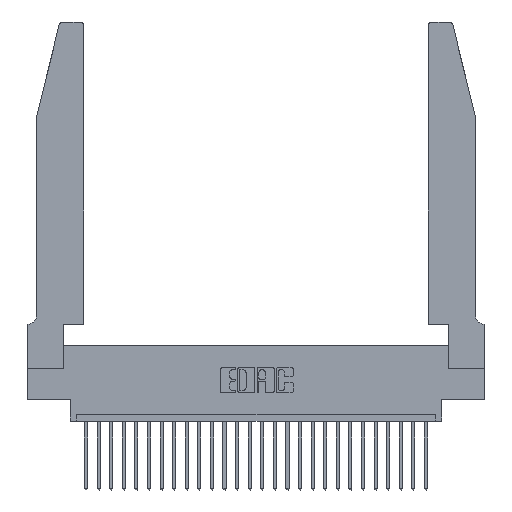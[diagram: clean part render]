
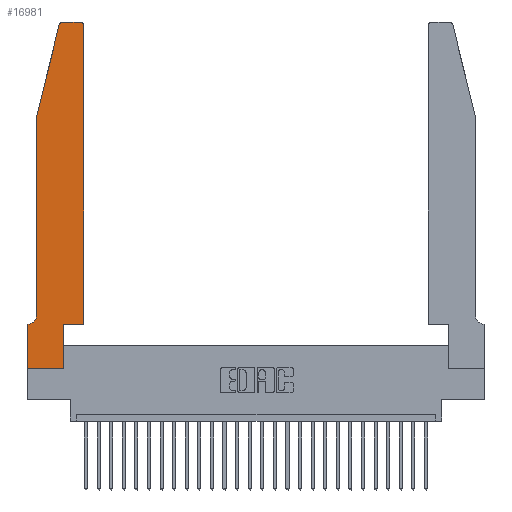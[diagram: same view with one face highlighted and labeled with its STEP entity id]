
A CAD part, top view. The second image highlights one B-rep face of the part: STEP entity #16981.
In plain terms, the highlighted planar face has unit normal (0, 0, 1).
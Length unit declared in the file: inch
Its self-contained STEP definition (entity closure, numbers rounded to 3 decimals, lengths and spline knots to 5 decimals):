
#337 = CARTESIAN_POINT ( 'NONE',  ( 0.2865, 0.35, 0.37 ) ) ;
#500 = VERTEX_POINT ( 'NONE', #18753 ) ;
#966 = VERTEX_POINT ( 'NONE', #21098 ) ;
#1004 = DIRECTION ( 'NONE',  ( 1., 0., 0. ) ) ;
#1106 = VECTOR ( 'NONE', #14942, 39.37008 ) ;
#1423 = VERTEX_POINT ( 'NONE', #19401 ) ;
#1884 = LINE ( 'NONE', #19916, #3544 ) ;
#1970 = VECTOR ( 'NONE', #13278, 39.37008 ) ;
#2011 = EDGE_CURVE ( 'NONE', #24154, #500, #5433, .T. ) ;
#2522 = DIRECTION ( 'NONE',  ( 0., 1., 0. ) ) ;
#3268 = LINE ( 'NONE', #3596, #25461 ) ;
#3329 = EDGE_CURVE ( 'NONE', #25452, #12545, #9729, .T. ) ;
#3544 = VECTOR ( 'NONE', #1004, 39.37008 ) ;
#3596 = CARTESIAN_POINT ( 'NONE',  ( 0.0755, 2., 0.37 ) ) ;
#3875 = VECTOR ( 'NONE', #7236, 39.37008 ) ;
#4099 = EDGE_CURVE ( 'NONE', #16592, #24154, #3268, .T. ) ;
#4636 = CARTESIAN_POINT ( 'NONE',  ( 0., 0.35, 0.37 ) ) ;
#4670 = CARTESIAN_POINT ( 'NONE',  ( 0.4205, 2.75, 0.37 ) ) ;
#4724 = DIRECTION ( 'NONE',  ( 0., 0., 1. ) ) ;
#4818 = CARTESIAN_POINT ( 'NONE',  ( 0.0755, 2., 0.37 ) ) ;
#5324 = DIRECTION ( 'NONE',  ( 1., 0., 0. ) ) ;
#5433 = CIRCLE ( 'NONE', #27363, 0.07 ) ;
#5455 = CIRCLE ( 'NONE', #27190, 0.03 ) ;
#5965 = VERTEX_POINT ( 'NONE', #4670 ) ;
#6816 = CARTESIAN_POINT ( 'NONE',  ( 0.0055, 0.42, 0.37 ) ) ;
#7058 = EDGE_CURVE ( 'NONE', #5965, #12271, #22955, .T. ) ;
#7236 = DIRECTION ( 'NONE',  ( -0.239, -0.971, 0. ) ) ;
#7530 = DIRECTION ( 'NONE',  ( 0., -1., 0. ) ) ;
#8471 = DIRECTION ( 'NONE',  ( 1., 0., 0. ) ) ;
#8782 = CARTESIAN_POINT ( 'NONE',  ( 0.4505, 0.35, 0.37 ) ) ;
#8972 = VECTOR ( 'NONE', #5324, 39.37008 ) ;
#9189 = LINE ( 'NONE', #337, #15570 ) ;
#9320 = CARTESIAN_POINT ( 'NONE',  ( 0.0755, 2., 0.37 ) ) ;
#9474 = DIRECTION ( 'NONE',  ( 0., 0., 1. ) ) ;
#9729 = LINE ( 'NONE', #8782, #1970 ) ;
#9867 = ORIENTED_EDGE ( 'NONE', *, *, #21894, .T. ) ;
#9889 = EDGE_CURVE ( 'NONE', #12545, #5965, #15838, .T. ) ;
#10103 = ORIENTED_EDGE ( 'NONE', *, *, #14774, .T. ) ;
#10314 = VERTEX_POINT ( 'NONE', #10739 ) ;
#10739 = CARTESIAN_POINT ( 'NONE',  ( 0.2865, 0., 0.37 ) ) ;
#11052 = ORIENTED_EDGE ( 'NONE', *, *, #25247, .T. ) ;
#11177 = DIRECTION ( 'NONE',  ( -1., 0., 0. ) ) ;
#11300 = ORIENTED_EDGE ( 'NONE', *, *, #13607, .T. ) ;
#11579 = ORIENTED_EDGE ( 'NONE', *, *, #4099, .T. ) ;
#11962 = CARTESIAN_POINT ( 'NONE',  ( 0.2865, 0.35, 0.37 ) ) ;
#12271 = VERTEX_POINT ( 'NONE', #24184 ) ;
#12545 = VERTEX_POINT ( 'NONE', #18891 ) ;
#12775 = LINE ( 'NONE', #24708, #18791 ) ;
#12906 = LINE ( 'NONE', #27613, #1106 ) ;
#12948 = AXIS2_PLACEMENT_3D ( 'NONE', #4636, #4724, #26312 ) ;
#13121 = CARTESIAN_POINT ( 'NONE',  ( 0., 0.35, 0.37 ) ) ;
#13278 = DIRECTION ( 'NONE',  ( 0., 1., 0. ) ) ;
#13607 = EDGE_CURVE ( 'NONE', #20108, #25452, #1884, .T. ) ;
#13657 = LINE ( 'NONE', #16319, #8972 ) ;
#13716 = EDGE_CURVE ( 'NONE', #1423, #10314, #13657, .T. ) ;
#13818 = FACE_OUTER_BOUND ( 'NONE', #16732, .T. ) ;
#14774 = EDGE_CURVE ( 'NONE', #500, #19185, #12906, .T. ) ;
#14942 = DIRECTION ( 'NONE',  ( -1., 0., 0. ) ) ;
#15240 = ORIENTED_EDGE ( 'NONE', *, *, #21108, .T. ) ;
#15570 = VECTOR ( 'NONE', #2522, 39.37008 ) ;
#15833 = CARTESIAN_POINT ( 'NONE',  ( 0.4205, 2.72, 0.37 ) ) ;
#15838 = CIRCLE ( 'NONE', #24439, 0.03 ) ;
#16140 = CARTESIAN_POINT ( 'NONE',  ( 0.4505, 0.35, 0.37 ) ) ;
#16319 = CARTESIAN_POINT ( 'NONE',  ( 0., 0., 0.37 ) ) ;
#16592 = VERTEX_POINT ( 'NONE', #4818 ) ;
#16732 = EDGE_LOOP ( 'NONE', ( #18771, #9867, #11052, #11579, #17784, #10103, #16980, #20795, #15240, #11300, #19705, #18279 ) ) ;
#16980 = ORIENTED_EDGE ( 'NONE', *, *, #22090, .T. ) ;
#16981 = ADVANCED_FACE ( 'NONE', ( #13818 ), #17617, .T. ) ;
#17617 = PLANE ( 'NONE',  #12948 ) ;
#17784 = ORIENTED_EDGE ( 'NONE', *, *, #2011, .T. ) ;
#18279 = ORIENTED_EDGE ( 'NONE', *, *, #9889, .T. ) ;
#18440 = DIRECTION ( 'NONE',  ( 0., -1., 0. ) ) ;
#18753 = CARTESIAN_POINT ( 'NONE',  ( 0.0055, 0.35, 0.37 ) ) ;
#18771 = ORIENTED_EDGE ( 'NONE', *, *, #7058, .T. ) ;
#18791 = VECTOR ( 'NONE', #7530, 39.37008 ) ;
#18891 = CARTESIAN_POINT ( 'NONE',  ( 0.4505, 2.72, 0.37 ) ) ;
#19185 = VERTEX_POINT ( 'NONE', #13121 ) ;
#19401 = CARTESIAN_POINT ( 'NONE',  ( 0., 0., 0.37 ) ) ;
#19435 = DIRECTION ( 'NONE',  ( 0., 0., 1. ) ) ;
#19705 = ORIENTED_EDGE ( 'NONE', *, *, #3329, .T. ) ;
#19769 = CARTESIAN_POINT ( 'NONE',  ( 0.2605, 2.75, 0.37 ) ) ;
#19916 = CARTESIAN_POINT ( 'NONE',  ( 0.4505, 0.35, 0.37 ) ) ;
#20108 = VERTEX_POINT ( 'NONE', #11962 ) ;
#20795 = ORIENTED_EDGE ( 'NONE', *, *, #13716, .T. ) ;
#21098 = CARTESIAN_POINT ( 'NONE',  ( 0.25487, 2.72718, 0.37 ) ) ;
#21108 = EDGE_CURVE ( 'NONE', #10314, #20108, #9189, .T. ) ;
#21282 = CARTESIAN_POINT ( 'NONE',  ( 0.284, 2.72, 0.37 ) ) ;
#21801 = DIRECTION ( 'NONE',  ( 0., 0., -1. ) ) ;
#21894 = EDGE_CURVE ( 'NONE', #12271, #966, #5455, .T. ) ;
#22090 = EDGE_CURVE ( 'NONE', #19185, #1423, #12775, .T. ) ;
#22671 = CARTESIAN_POINT ( 'NONE',  ( 0.0755, 0.42, 0.37 ) ) ;
#22955 = LINE ( 'NONE', #19769, #25310 ) ;
#23991 = DIRECTION ( 'NONE',  ( -1., 0., 0. ) ) ;
#24154 = VERTEX_POINT ( 'NONE', #22671 ) ;
#24184 = CARTESIAN_POINT ( 'NONE',  ( 0.284, 2.75, 0.37 ) ) ;
#24439 = AXIS2_PLACEMENT_3D ( 'NONE', #15833, #9474, #26710 ) ;
#24708 = CARTESIAN_POINT ( 'NONE',  ( 0., 0., 0.37 ) ) ;
#25247 = EDGE_CURVE ( 'NONE', #966, #16592, #27442, .T. ) ;
#25310 = VECTOR ( 'NONE', #11177, 39.37008 ) ;
#25452 = VERTEX_POINT ( 'NONE', #16140 ) ;
#25461 = VECTOR ( 'NONE', #18440, 39.37008 ) ;
#26312 = DIRECTION ( 'NONE',  ( 1., 0., 0. ) ) ;
#26710 = DIRECTION ( 'NONE',  ( 1., 0., 0. ) ) ;
#27190 = AXIS2_PLACEMENT_3D ( 'NONE', #21282, #19435, #8471 ) ;
#27363 = AXIS2_PLACEMENT_3D ( 'NONE', #6816, #21801, #23991 ) ;
#27442 = LINE ( 'NONE', #9320, #3875 ) ;
#27613 = CARTESIAN_POINT ( 'NONE',  ( 0.0755, 0.35, 0.37 ) ) ;
